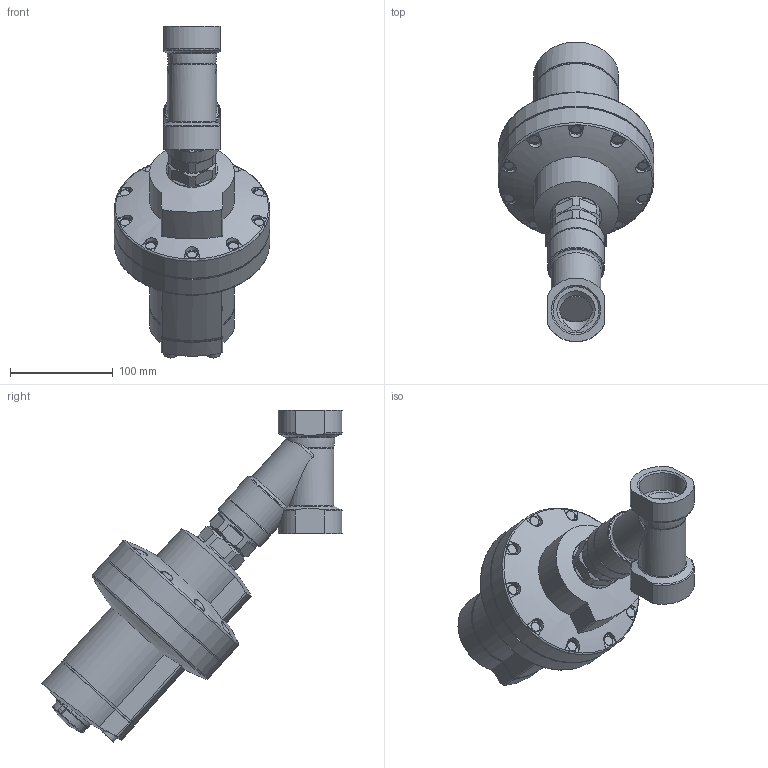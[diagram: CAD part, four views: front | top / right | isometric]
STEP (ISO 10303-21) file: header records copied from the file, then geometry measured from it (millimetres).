
FILE_DESCRIPTION(/* description */ ('STEP AP214'),/* implementation_level */ '2;1');
FILE_NAME(/* name */ '8060517_VZXA-A-TS6-40-M2-V13T-16-M-90-26-PR-V4',/* time_stamp */ '2024-09-18T11:22:01+02:00',/* author */ ('License CC BY-ND 4.0'),/* organization */ ('CADENAS'),/* preprocessor_version */ 'ST-DEVELOPER v19.3',/* originating_system */ 'PARTsolutions',/* authorisation */ ' ');
FILE_SCHEMA (('AUTOMOTIVE_DESIGN {1 0 10303 214 3 1 1}'));
Length unit declared in the file: millimetre
Products named in the file (5): 8060517 VZXA-A-TS6-40-M2-V13T-16-M-90-26-PR-V4---(0); 3539411 VZZA---T-S6-40-M2-V13-T; 3539414 DFPM_h---(0); 3539412 DFPK-75---(-_V4cap); 2284889 DFPK---(cover)
Assembly tree (4 placements, depth 2):
  8060517 VZXA-A-TS6-40-M2-V13T-16-M-90-26-PR-V4---(0)
    3539411 VZZA---T-S6-40-M2-V13-T
    3539414 DFPM_h---(0)
    3539412 DFPK-75---(-_V4cap)
    2284889 DFPK---(cover)
Bounding box: 151.3 x 291.54 x 322.45 mm (x, y, z)
Volume: 2155398.9 mm3; surface area: 209040.6 mm2
Topology: 4 solids, 4 shells, 527 faces, 1243 edges, 797 vertices
Faces by surface type: plane 214, cylinder 150, cone 92, torus 62, sphere 9
Full cylindrical faces by diameter (mm): 2.5 x2, 3 x2, 4 x2, 5.8 x2, 6 x2, 7 x2, 7.2 x2, 8.2 x1, 8.566 x2, 9.5 x10, 9.8 x1, 10 x4, 10.15 x2, 15 x2, 16 x4, 16.2 x1, 17.7 x1, 18.2 x1, 20 x1, 28 x1, 28.5 x1, 33.1 x1, 33.376 x1, 33.835 x1, 35 x1, 36 x1, 36.5 x1, 37 x4, 37.8 x1, 37.835 x1
Entity records: 16164 total; most frequent: CARTESIAN_POINT 3336, DIRECTION 2372, ORIENTED_EDGE 2022, AXIS2_PLACEMENT_3D 1035, EDGE_CURVE 1011, FACE_BOUND 793, EDGE_LOOP 791, VERTEX_POINT 750
